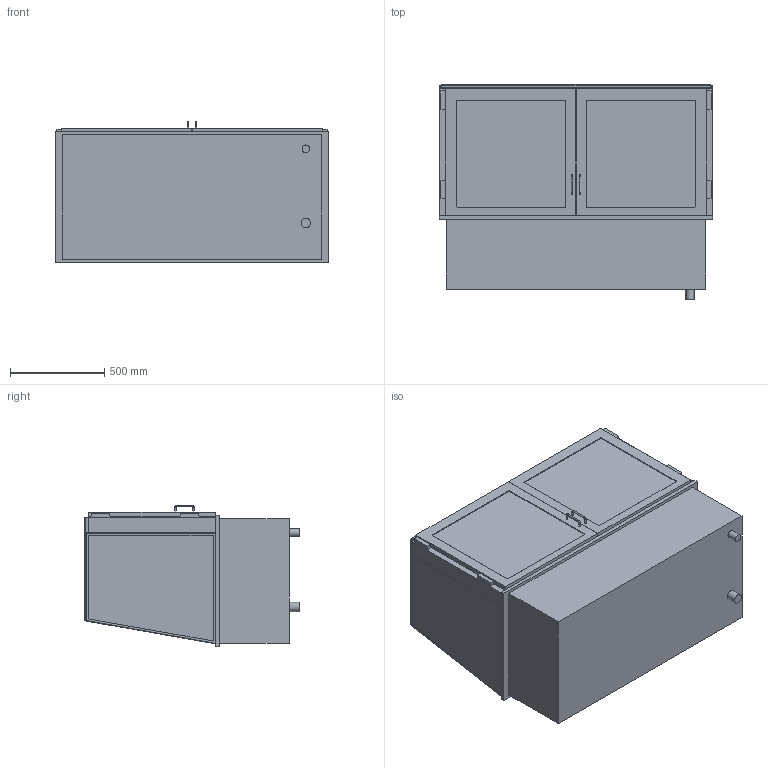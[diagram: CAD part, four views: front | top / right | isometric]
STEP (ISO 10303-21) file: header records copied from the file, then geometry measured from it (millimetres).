
FILE_DESCRIPTION(/* description */ ('Einbaukühlvitrine: zentralgekühlt'),/* implementation_level */ '2;1');
FILE_NAME(/* name */ '3D-AKE-00007228.stp',/* time_stamp */ '2025-01-30T08:51:41+01:00',/* author */ ('marina.schachner'),/* organization */ (''),/* preprocessor_version */ 'ST-DEVELOPER v20',/* originating_system */ 'Autodesk Inventor 2024',/* authorisation */ '');
FILE_SCHEMA (('AUTOMOTIVE_DESIGN { 1 0 10303 214 3 1 1 }'));
Length unit declared in the file: millimetre
Products named in the file (1): 3D-AKE-00007228
Bounding box: 1450 x 1140 x 747 mm (x, y, z)
Volume: 218845440.6 mm3; surface area: 23756777.8 mm2
Topology: 55 solids, 55 shells, 566 faces, 1313 edges, 870 vertices
Faces by surface type: plane 486, cylinder 76, torus 4
Full cylindrical faces by diameter (mm): 8 x6, 40 x1, 50 x1
Entity records: 15875 total; most frequent: CARTESIAN_POINT 2750, ORIENTED_EDGE 2626, DIRECTION 2595, EDGE_CURVE 1313, LINE 1165, VECTOR 1165, VERTEX_POINT 870, AXIS2_PLACEMENT_3D 715
